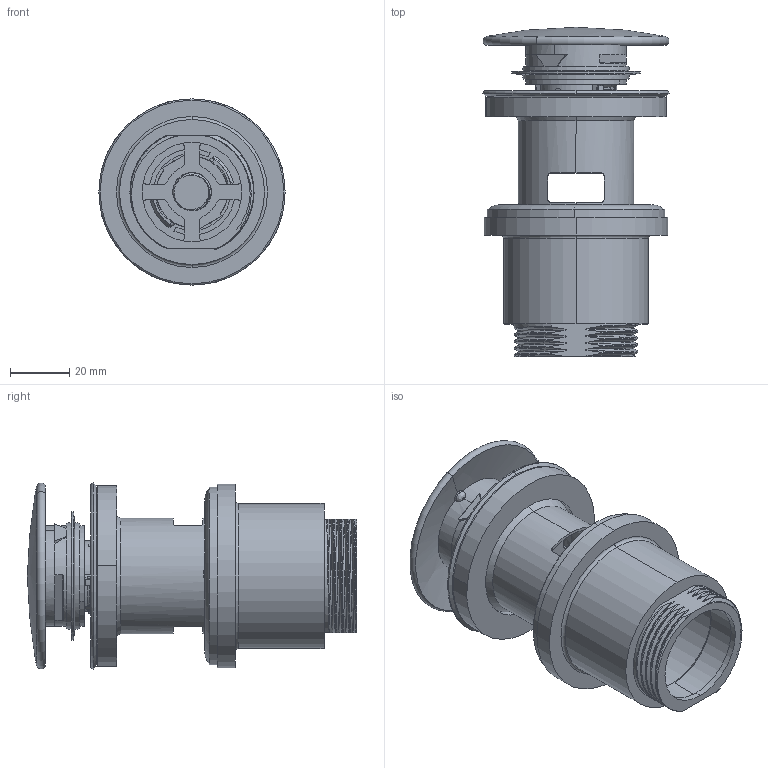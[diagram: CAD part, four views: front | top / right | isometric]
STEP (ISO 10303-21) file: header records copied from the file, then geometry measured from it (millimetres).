
FILE_DESCRIPTION((''),'2;1');
FILE_NAME('ZSCA010CR','2021-11-15T13:53:55',('ut3'),('PAFFONI SpA'),'CREO PARAMETRIC BY PTC INC, 2020044','CREO PARAMETRIC BY PTC INC, 2020044','');
FILE_SCHEMA(('CONFIG_CONTROL_DESIGN','SHAPE_APPEARANCE_LAYERS_GROUPS'));
Products named in the file (1): ZSCA010CR
Bounding box: 62.9 x 111.2 x 62.9 mm (x, y, z)
Volume: 74531.7 mm3; surface area: 61478.5 mm2
Topology: 1 solids, 1 shells, 543 faces, 1548 edges, 1020 vertices
Faces by surface type: plane 216, cylinder 175, bspline 71, cone 62, torus 16, sphere 3
Entity records: 53747 total; most frequent: CARTESIAN_POINT 36414, ORIENTED_EDGE 3096, DIRECTION 2541, EDGE_CURVE 1548, VERTEX_POINT 1020, AXIS2_PLACEMENT_3D 971, VECTOR 599, LINE 599
